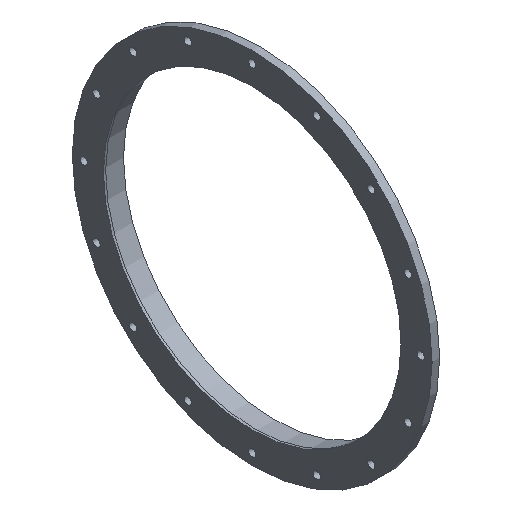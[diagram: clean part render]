
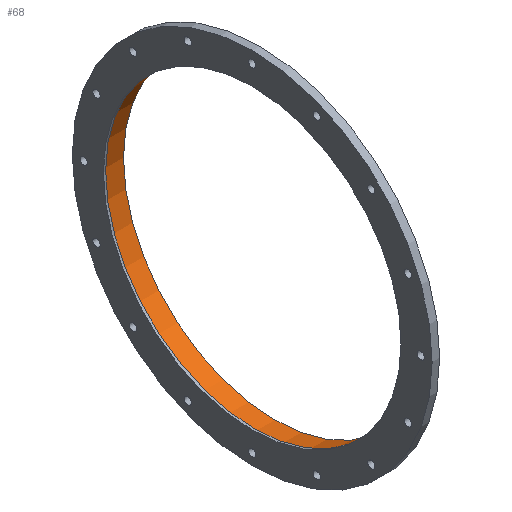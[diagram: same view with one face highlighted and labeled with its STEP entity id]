
A CAD part, isometric view. The second image highlights one B-rep face of the part: STEP entity #68.
In plain terms, the highlighted cylindrical face has radius 200 mm (diameter 400 mm), a full revolution.
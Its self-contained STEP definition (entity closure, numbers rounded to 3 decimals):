
#68 = ADVANCED_FACE( '', ( #169, #170 ), #171, .F. );
#169 = FACE_OUTER_BOUND( '', #304, .T. );
#170 = FACE_OUTER_BOUND( '', #305, .T. );
#171 = CYLINDRICAL_SURFACE( '', #306, 200. );
#304 = EDGE_LOOP( '', ( #453 ) );
#305 = EDGE_LOOP( '', ( #454 ) );
#306 = AXIS2_PLACEMENT_3D( '', #455, #456, #457 );
#453 = ORIENTED_EDGE( '', *, *, #591, .T. );
#454 = ORIENTED_EDGE( '', *, *, #592, .F. );
#455 = CARTESIAN_POINT( '', ( 30., 0., 0. ) );
#456 = DIRECTION( '', ( -1., 0., 0. ) );
#457 = DIRECTION( '', ( 0., 0., -1. ) );
#591 = EDGE_CURVE( '', #683, #683, #684, .T. );
#592 = EDGE_CURVE( '', #685, #685, #686, .T. );
#683 = VERTEX_POINT( '', #787 );
#684 = CIRCLE( '', #788, 200. );
#685 = VERTEX_POINT( '', #789 );
#686 = CIRCLE( '', #790, 200. );
#787 = CARTESIAN_POINT( '', ( 30., 0., -200. ) );
#788 = AXIS2_PLACEMENT_3D( '', #908, #909, #910 );
#789 = CARTESIAN_POINT( '', ( 3., 0., -200. ) );
#790 = AXIS2_PLACEMENT_3D( '', #911, #912, #913 );
#908 = CARTESIAN_POINT( '', ( 30., 0., 0. ) );
#909 = DIRECTION( '', ( 1., 0., 0. ) );
#910 = DIRECTION( '', ( 0., 0., -1. ) );
#911 = CARTESIAN_POINT( '', ( 3., 0., 0. ) );
#912 = DIRECTION( '', ( 1., 0., 0. ) );
#913 = DIRECTION( '', ( 0., 0., -1. ) );
